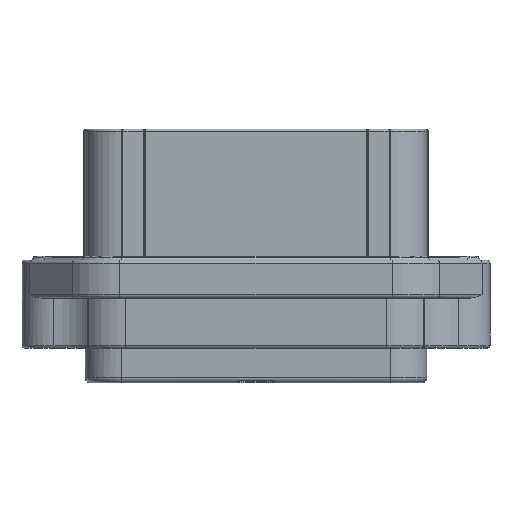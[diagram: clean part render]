
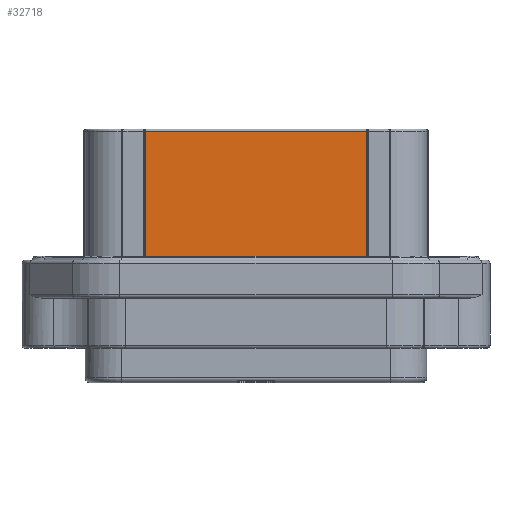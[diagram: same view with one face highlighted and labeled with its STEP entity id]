
A CAD part, front view. The second image highlights one B-rep face of the part: STEP entity #32718.
In plain terms, the highlighted planar face has unit normal (0, -1, 0).
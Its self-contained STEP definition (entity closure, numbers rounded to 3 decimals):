
#5352=DIRECTION('',(-1.,0.,0.));
#5353=VECTOR('',#5352,44.483);
#5354=CARTESIAN_POINT('',(22.241,-13.97,-26.543));
#5355=LINE('',#5354,#5353);
#11376=DIRECTION('',(0.,0.,-1.));
#11377=VECTOR('',#11376,26.162);
#11378=CARTESIAN_POINT('',(22.241,-13.97,-0.381));
#11379=LINE('',#11378,#11377);
#11380=DIRECTION('',(-1.,0.,0.));
#11381=VECTOR('',#11380,44.483);
#11382=CARTESIAN_POINT('',(22.241,-13.97,-0.381));
#11383=LINE('',#11382,#11381);
#11644=DIRECTION('',(0.,0.,-1.));
#11645=VECTOR('',#11644,26.162);
#11646=CARTESIAN_POINT('',(-22.241,-13.97,-0.381));
#11647=LINE('',#11646,#11645);
#16373=CARTESIAN_POINT('',(-22.241,-13.97,-0.381));
#16374=VERTEX_POINT('',#16373);
#16375=CARTESIAN_POINT('',(22.241,-13.97,-0.381));
#16376=VERTEX_POINT('',#16375);
#16449=CARTESIAN_POINT('',(22.241,-13.97,-26.543));
#16450=VERTEX_POINT('',#16449);
#16451=CARTESIAN_POINT('',(-22.241,-13.97,-26.543));
#16452=VERTEX_POINT('',#16451);
#32704=CARTESIAN_POINT('',(-34.29,-13.97,0.));
#32705=DIRECTION('',(0.,-1.,0.));
#32706=DIRECTION('',(1.,0.,0.));
#32707=AXIS2_PLACEMENT_3D('',#32704,#32705,#32706);
#32708=PLANE('',#32707);
#32710=ORIENTED_EDGE('',*,*,#32709,.T.);
#32711=ORIENTED_EDGE('',*,*,#24402,.T.);
#32713=ORIENTED_EDGE('',*,*,#32712,.F.);
#32715=ORIENTED_EDGE('',*,*,#32714,.F.);
#32716=EDGE_LOOP('',(#32710,#32711,#32713,#32715));
#32717=FACE_OUTER_BOUND('',#32716,.F.);
#24402=EDGE_CURVE('',#16450,#16452,#5355,.T.);
#32709=EDGE_CURVE('',#16376,#16450,#11379,.T.);
#32712=EDGE_CURVE('',#16374,#16452,#11647,.T.);
#32714=EDGE_CURVE('',#16376,#16374,#11383,.T.);
#32718=ADVANCED_FACE('',(#32717),#32708,.T.);
